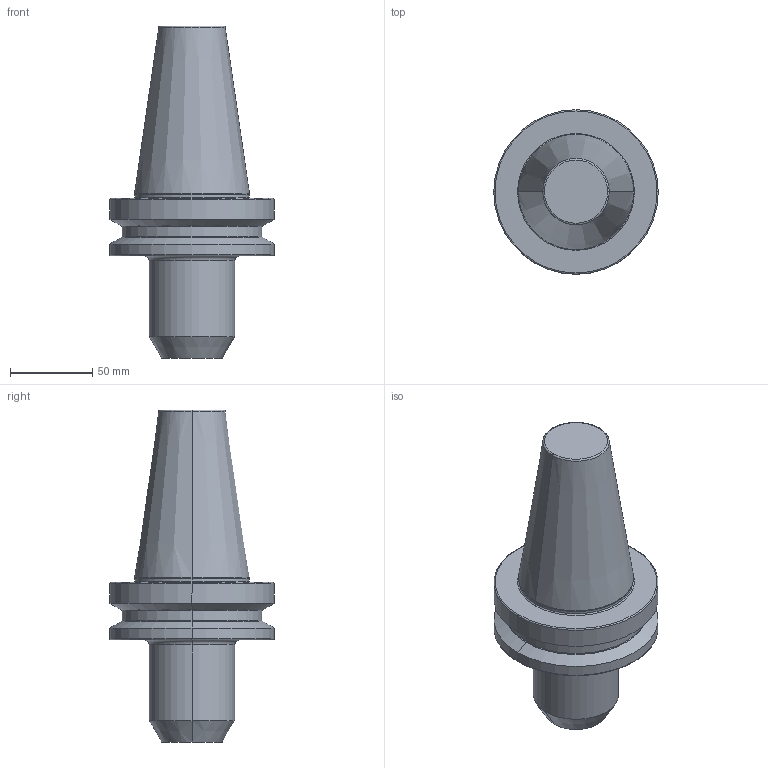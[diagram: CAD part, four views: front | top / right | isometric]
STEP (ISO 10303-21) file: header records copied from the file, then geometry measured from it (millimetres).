
FILE_DESCRIPTION(/* description */ (''),/* implementation_level */ '2;1');
FILE_NAME(/* name */ '1614570863911.stp',/* time_stamp */ '2021-03-01T09:24:34+06:00',/* author */ (''),/* organization */ ('SMS'),/* preprocessor_version */ 'ST-DEVELOPER v16.7',/* originating_system */ 'SIEMENS PLM Software NX 12.0',/* authorisation */ '');
FILE_SCHEMA (('AUTOMOTIVE_DESIGN { 1 0 10303 214 3 1 1 1 }'));
Length unit declared in the file: millimetre
Products named in the file (1): 203329851mod000_00
Bounding box: 99.96 x 99.96 x 201.8 mm (x, y, z)
Volume: 634938.8 mm3; surface area: 53168 mm2
Topology: 1 solids, 1 shells, 44 faces, 86 edges, 51 vertices
Faces by surface type: torus 16, cylinder 12, cone 10, plane 6
Entity records: 1199 total; most frequent: DIRECTION 246, CARTESIAN_POINT 185, ORIENTED_EDGE 172, AXIS2_PLACEMENT_3D 112, EDGE_CURVE 86, CIRCLE 64, EDGE_LOOP 48, VERTEX_POINT 48
